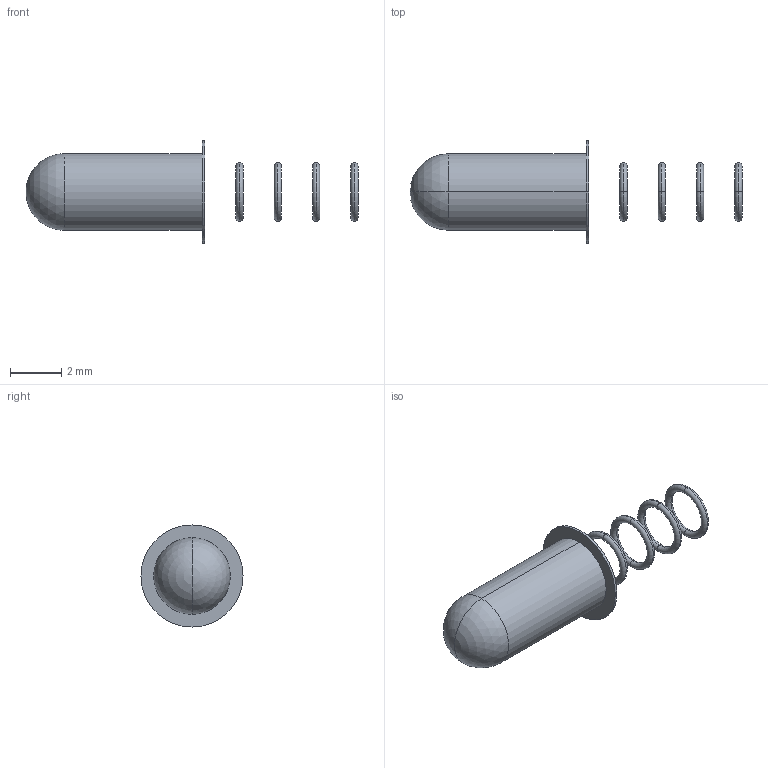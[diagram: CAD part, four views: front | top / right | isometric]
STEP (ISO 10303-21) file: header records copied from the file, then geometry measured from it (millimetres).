
FILE_DESCRIPTION(('STEP AP214'),'1');
FILE_NAME(' ',' ',('TraceParts'),('TraceParts S.A.'),'XStep 1.0',' ',' ');
FILE_SCHEMA(('automotive_design'));
Length unit declared in the file: millimetre
Products named in the file (5): 1; 2; 3; 4; 5
Bounding box: 13 x 4 x 4 mm (x, y, z)
Volume: 22 mm3; surface area: 150.6 mm2
Topology: 5 solids, 5 shells, 28 faces, 58 edges, 30 vertices
Faces by surface type: torus 16, cylinder 6, sphere 4, plane 2
Entity records: 1498 total; most frequent: DIRECTION 168, STYLED_ITEM 117, PRESENTATION_STYLE_ASSIGNMENT 117, CARTESIAN_POINT 117, COLOUR_RGB 117, ORIENTED_EDGE 108, AXIS2_PLACEMENT_3D 81, EDGE_CURVE 54
